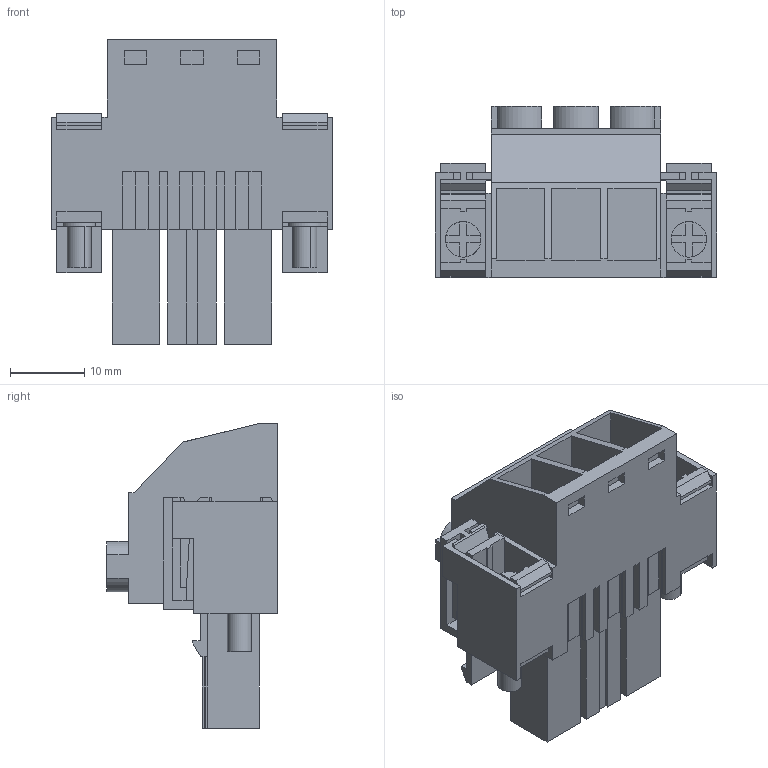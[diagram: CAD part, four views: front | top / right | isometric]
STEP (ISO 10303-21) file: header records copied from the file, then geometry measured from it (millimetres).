
FILE_DESCRIPTION(('CATIA V5 STEP','CAx-IF Rec.Pracs.--- Model Styling and Organization---1.2---2011-12-15'),'2;1');
FILE_NAME ('D1459356_0_1930170000_1930170000.stp','2017-07-31T10:53:30+00:00',('none'),('Weidmueller'),'CATIA Version 5-6 Release 2014','CATIA V5 STEP AP214','none');
FILE_SCHEMA(('AUTOMOTIVE_DESIGN { 1 0 10303 214 1 1 1 1 }'));
Length unit declared in the file: millimetre
Products named in the file (1): 1930170000
Bounding box: 38.1 x 23.1 x 41.15 mm (x, y, z)
Volume: 12617.1 mm3; surface area: 11105.3 mm2
Topology: 8 solids, 8 shells, 491 faces, 1370 edges, 912 vertices
Faces by surface type: plane 454, cylinder 37
Entity records: 14556 total; most frequent: ORIENTED_EDGE 2740, CARTESIAN_POINT 2645, DIRECTION 1966, EDGE_CURVE 1370, VECTOR 1240, LINE 1240, VERTEX_POINT 912, EDGE_LOOP 516
